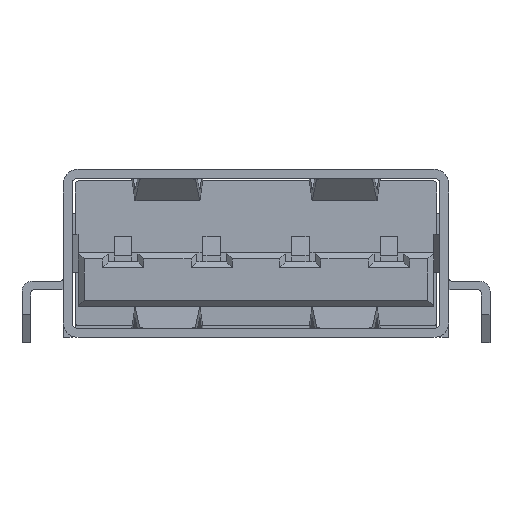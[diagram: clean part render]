
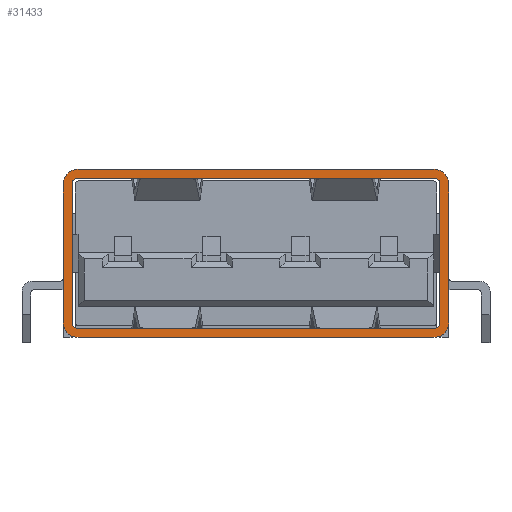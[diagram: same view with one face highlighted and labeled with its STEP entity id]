
A CAD part, front view. The second image highlights one B-rep face of the part: STEP entity #31433.
In plain terms, the highlighted planar face has unit normal (0, -1, 0).
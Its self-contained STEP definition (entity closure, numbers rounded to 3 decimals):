
#678 = ORIENTED_EDGE ( 'NONE', *, *, #31006, .T. ) ;
#945 = AXIS2_PLACEMENT_3D ( 'NONE', #3524, #25038, #33092 ) ;
#1302 = LINE ( 'NONE', #3928, #30266 ) ;
#1338 = VERTEX_POINT ( 'NONE', #22532 ) ;
#1361 = DIRECTION ( 'NONE',  ( 0., 0., 1. ) ) ;
#1631 = LINE ( 'NONE', #33644, #16535 ) ;
#1659 = VERTEX_POINT ( 'NONE', #19054 ) ;
#1697 = CARTESIAN_POINT ( 'NONE',  ( 6.525, 0., -2.35 ) ) ;
#1819 = ORIENTED_EDGE ( 'NONE', *, *, #9064, .T. ) ;
#1862 = CARTESIAN_POINT ( 'NONE',  ( -6.025, 0., 2.85 ) ) ;
#1954 = VERTEX_POINT ( 'NONE', #8450 ) ;
#1969 = ORIENTED_EDGE ( 'NONE', *, *, #12068, .F. ) ;
#2532 = VERTEX_POINT ( 'NONE', #17421 ) ;
#2574 = EDGE_CURVE ( 'NONE', #18322, #11185, #9374, .T. ) ;
#2597 = DIRECTION ( 'NONE',  ( 0., 0., 1. ) ) ;
#2722 = EDGE_LOOP ( 'NONE', ( #33147, #1969, #5125, #14363, #11060, #14278, #22575, #678 ) ) ;
#2778 = CIRCLE ( 'NONE', #3339, 0.5 ) ;
#3339 = AXIS2_PLACEMENT_3D ( 'NONE', #18181, #12795, #20155 ) ;
#3503 = DIRECTION ( 'NONE',  ( 1., 0., 0. ) ) ;
#3524 = CARTESIAN_POINT ( 'NONE',  ( 6.025, 0., -2.35 ) ) ;
#3631 = DIRECTION ( 'NONE',  ( 0., -1., 0. ) ) ;
#3700 = EDGE_CURVE ( 'NONE', #17030, #17945, #11635, .T. ) ;
#3928 = CARTESIAN_POINT ( 'NONE',  ( -6.225, 0., -2.35 ) ) ;
#4003 = CARTESIAN_POINT ( 'NONE',  ( -6.025, 0., 2.55 ) ) ;
#4300 = VERTEX_POINT ( 'NONE', #12046 ) ;
#4390 = CARTESIAN_POINT ( 'NONE',  ( -6.225, 0., -2.35 ) ) ;
#4651 = VERTEX_POINT ( 'NONE', #6499 ) ;
#5019 = EDGE_CURVE ( 'NONE', #2532, #1338, #28169, .T. ) ;
#5035 = DIRECTION ( 'NONE',  ( 0., -1., 0. ) ) ;
#5125 = ORIENTED_EDGE ( 'NONE', *, *, #16081, .F. ) ;
#5429 = VERTEX_POINT ( 'NONE', #4390 ) ;
#5771 = CARTESIAN_POINT ( 'NONE',  ( 6.225, 0., 2.35 ) ) ;
#5953 = CARTESIAN_POINT ( 'NONE',  ( -6.025, 0., -2.35 ) ) ;
#6499 = CARTESIAN_POINT ( 'NONE',  ( 6.525, 0., -2.35 ) ) ;
#7408 = DIRECTION ( 'NONE',  ( 0., 1., 0. ) ) ;
#8058 = CIRCLE ( 'NONE', #22670, 0.2 ) ;
#8450 = CARTESIAN_POINT ( 'NONE',  ( -6.525, 0., 2.35 ) ) ;
#8590 = DIRECTION ( 'NONE',  ( 0., 0., -1. ) ) ;
#8837 = EDGE_CURVE ( 'NONE', #12865, #21218, #22177, .T. ) ;
#9064 = EDGE_CURVE ( 'NONE', #4651, #30285, #9285, .T. ) ;
#9084 = DIRECTION ( 'NONE',  ( 0., -1., 0. ) ) ;
#9136 = LINE ( 'NONE', #28176, #16150 ) ;
#9217 = EDGE_LOOP ( 'NONE', ( #10706, #24722, #1819, #13320, #34755, #22642, #29724, #9519 ) ) ;
#9285 = LINE ( 'NONE', #1697, #22030 ) ;
#9374 = LINE ( 'NONE', #22393, #25382 ) ;
#9519 = ORIENTED_EDGE ( 'NONE', *, *, #22432, .T. ) ;
#9559 = CIRCLE ( 'NONE', #23598, 0.5 ) ;
#9837 = CARTESIAN_POINT ( 'NONE',  ( 6.025, 0., -2.35 ) ) ;
#10003 = DIRECTION ( 'NONE',  ( 0., -1., 0. ) ) ;
#10279 = AXIS2_PLACEMENT_3D ( 'NONE', #30722, #9084, #32853 ) ;
#10590 = DIRECTION ( 'NONE',  ( 0., 0., 1. ) ) ;
#10615 = CIRCLE ( 'NONE', #30298, 0.5 ) ;
#10706 = ORIENTED_EDGE ( 'NONE', *, *, #2574, .T. ) ;
#10891 = LINE ( 'NONE', #27110, #32791 ) ;
#11023 = AXIS2_PLACEMENT_3D ( 'NONE', #16452, #3631, #16803 ) ;
#11060 = ORIENTED_EDGE ( 'NONE', *, *, #33679, .F. ) ;
#11185 = VERTEX_POINT ( 'NONE', #30247 ) ;
#11400 = CARTESIAN_POINT ( 'NONE',  ( -6.025, 0., -2.85 ) ) ;
#11635 = CIRCLE ( 'NONE', #945, 0.2 ) ;
#11663 = VERTEX_POINT ( 'NONE', #5771 ) ;
#12046 = CARTESIAN_POINT ( 'NONE',  ( -6.525, 0., -2.35 ) ) ;
#12068 = EDGE_CURVE ( 'NONE', #11663, #1338, #31837, .T. ) ;
#12482 = DIRECTION ( 'NONE',  ( 1., 0., 0. ) ) ;
#12795 = DIRECTION ( 'NONE',  ( 0., 1., 0. ) ) ;
#12865 = VERTEX_POINT ( 'NONE', #1862 ) ;
#13320 = ORIENTED_EDGE ( 'NONE', *, *, #28414, .T. ) ;
#13457 = CIRCLE ( 'NONE', #24043, 0.5 ) ;
#13554 = DIRECTION ( 'NONE',  ( 1., 0., 0. ) ) ;
#13567 = EDGE_CURVE ( 'NONE', #4300, #1954, #1631, .T. ) ;
#14278 = ORIENTED_EDGE ( 'NONE', *, *, #26089, .F. ) ;
#14363 = ORIENTED_EDGE ( 'NONE', *, *, #3700, .T. ) ;
#16081 = EDGE_CURVE ( 'NONE', #17030, #11663, #9136, .T. ) ;
#16150 = VECTOR ( 'NONE', #19853, 1000. ) ;
#16452 = CARTESIAN_POINT ( 'NONE',  ( 6.025, 0., 2.35 ) ) ;
#16518 = DIRECTION ( 'NONE',  ( 0., -1., 0. ) ) ;
#16535 = VECTOR ( 'NONE', #33800, 1000. ) ;
#16761 = CARTESIAN_POINT ( 'NONE',  ( 6.025, 0., 2.85 ) ) ;
#16803 = DIRECTION ( 'NONE',  ( 0., 0., 1. ) ) ;
#16882 = CARTESIAN_POINT ( 'NONE',  ( -6.225, 0., 2.35 ) ) ;
#17030 = VERTEX_POINT ( 'NONE', #34080 ) ;
#17182 = EDGE_CURVE ( 'NONE', #1954, #12865, #2778, .T. ) ;
#17421 = CARTESIAN_POINT ( 'NONE',  ( -6.025, 0., 2.55 ) ) ;
#17945 = VERTEX_POINT ( 'NONE', #18856 ) ;
#18181 = CARTESIAN_POINT ( 'NONE',  ( -6.025, 0., 2.35 ) ) ;
#18322 = VERTEX_POINT ( 'NONE', #11400 ) ;
#18856 = CARTESIAN_POINT ( 'NONE',  ( 6.025, 0., -2.55 ) ) ;
#19054 = CARTESIAN_POINT ( 'NONE',  ( -6.025, 0., -2.55 ) ) ;
#19674 = DIRECTION ( 'NONE',  ( 0., 0., -1. ) ) ;
#19853 = DIRECTION ( 'NONE',  ( 0., 0., 1. ) ) ;
#20064 = DIRECTION ( 'NONE',  ( 1., 0., 0. ) ) ;
#20155 = DIRECTION ( 'NONE',  ( 0., 0., 1. ) ) ;
#20714 = DIRECTION ( 'NONE',  ( 0., 0., -1. ) ) ;
#20892 = FACE_BOUND ( 'NONE', #2722, .T. ) ;
#21218 = VERTEX_POINT ( 'NONE', #16761 ) ;
#21619 = EDGE_CURVE ( 'NONE', #4651, #11185, #13457, .T. ) ;
#22030 = VECTOR ( 'NONE', #1361, 1000. ) ;
#22138 = DIRECTION ( 'NONE',  ( 0., 1., 0. ) ) ;
#22177 = LINE ( 'NONE', #27665, #26492 ) ;
#22393 = CARTESIAN_POINT ( 'NONE',  ( -6.025, 0., -2.85 ) ) ;
#22432 = EDGE_CURVE ( 'NONE', #4300, #18322, #10615, .T. ) ;
#22532 = CARTESIAN_POINT ( 'NONE',  ( 6.025, 0., 2.55 ) ) ;
#22575 = ORIENTED_EDGE ( 'NONE', *, *, #28002, .T. ) ;
#22642 = ORIENTED_EDGE ( 'NONE', *, *, #17182, .F. ) ;
#22662 = CIRCLE ( 'NONE', #10279, 0.2 ) ;
#22670 = AXIS2_PLACEMENT_3D ( 'NONE', #31737, #7408, #10590 ) ;
#23598 = AXIS2_PLACEMENT_3D ( 'NONE', #29191, #5035, #2597 ) ;
#24043 = AXIS2_PLACEMENT_3D ( 'NONE', #30221, #22138, #8590 ) ;
#24119 = VECTOR ( 'NONE', #12482, 1000. ) ;
#24722 = ORIENTED_EDGE ( 'NONE', *, *, #21619, .F. ) ;
#25038 = DIRECTION ( 'NONE',  ( 0., 1., 0. ) ) ;
#25382 = VECTOR ( 'NONE', #20064, 1000. ) ;
#26089 = EDGE_CURVE ( 'NONE', #5429, #1659, #22662, .T. ) ;
#26492 = VECTOR ( 'NONE', #3503, 1000. ) ;
#27110 = CARTESIAN_POINT ( 'NONE',  ( -6.025, 0., -2.55 ) ) ;
#27414 = VERTEX_POINT ( 'NONE', #16882 ) ;
#27665 = CARTESIAN_POINT ( 'NONE',  ( -6.025, 0., 2.85 ) ) ;
#27828 = AXIS2_PLACEMENT_3D ( 'NONE', #9837, #10003, #20714 ) ;
#28002 = EDGE_CURVE ( 'NONE', #5429, #27414, #1302, .T. ) ;
#28169 = LINE ( 'NONE', #4003, #24119 ) ;
#28176 = CARTESIAN_POINT ( 'NONE',  ( 6.225, 0., -2.35 ) ) ;
#28414 = EDGE_CURVE ( 'NONE', #30285, #21218, #9559, .T. ) ;
#28458 = CARTESIAN_POINT ( 'NONE',  ( 6.525, 0., 2.35 ) ) ;
#29191 = CARTESIAN_POINT ( 'NONE',  ( 6.025, 0., 2.35 ) ) ;
#29345 = FACE_OUTER_BOUND ( 'NONE', #9217, .T. ) ;
#29724 = ORIENTED_EDGE ( 'NONE', *, *, #13567, .F. ) ;
#30221 = CARTESIAN_POINT ( 'NONE',  ( 6.025, 0., -2.35 ) ) ;
#30247 = CARTESIAN_POINT ( 'NONE',  ( 6.025, 0., -2.85 ) ) ;
#30266 = VECTOR ( 'NONE', #33155, 1000. ) ;
#30285 = VERTEX_POINT ( 'NONE', #28458 ) ;
#30298 = AXIS2_PLACEMENT_3D ( 'NONE', #5953, #16518, #19674 ) ;
#30722 = CARTESIAN_POINT ( 'NONE',  ( -6.025, 0., -2.35 ) ) ;
#31006 = EDGE_CURVE ( 'NONE', #27414, #2532, #8058, .T. ) ;
#31433 = ADVANCED_FACE ( 'NONE', ( #29345, #20892 ), #34428, .T. ) ;
#31737 = CARTESIAN_POINT ( 'NONE',  ( -6.025, 0., 2.35 ) ) ;
#31837 = CIRCLE ( 'NONE', #11023, 0.2 ) ;
#32791 = VECTOR ( 'NONE', #13554, 1000. ) ;
#32853 = DIRECTION ( 'NONE',  ( 0., 0., -1. ) ) ;
#33092 = DIRECTION ( 'NONE',  ( 0., 0., -1. ) ) ;
#33147 = ORIENTED_EDGE ( 'NONE', *, *, #5019, .T. ) ;
#33155 = DIRECTION ( 'NONE',  ( 0., 0., 1. ) ) ;
#33644 = CARTESIAN_POINT ( 'NONE',  ( -6.525, 0., -2.35 ) ) ;
#33679 = EDGE_CURVE ( 'NONE', #1659, #17945, #10891, .T. ) ;
#33800 = DIRECTION ( 'NONE',  ( 0., 0., 1. ) ) ;
#34080 = CARTESIAN_POINT ( 'NONE',  ( 6.225, 0., -2.35 ) ) ;
#34428 = PLANE ( 'NONE',  #27828 ) ;
#34755 = ORIENTED_EDGE ( 'NONE', *, *, #8837, .F. ) ;
